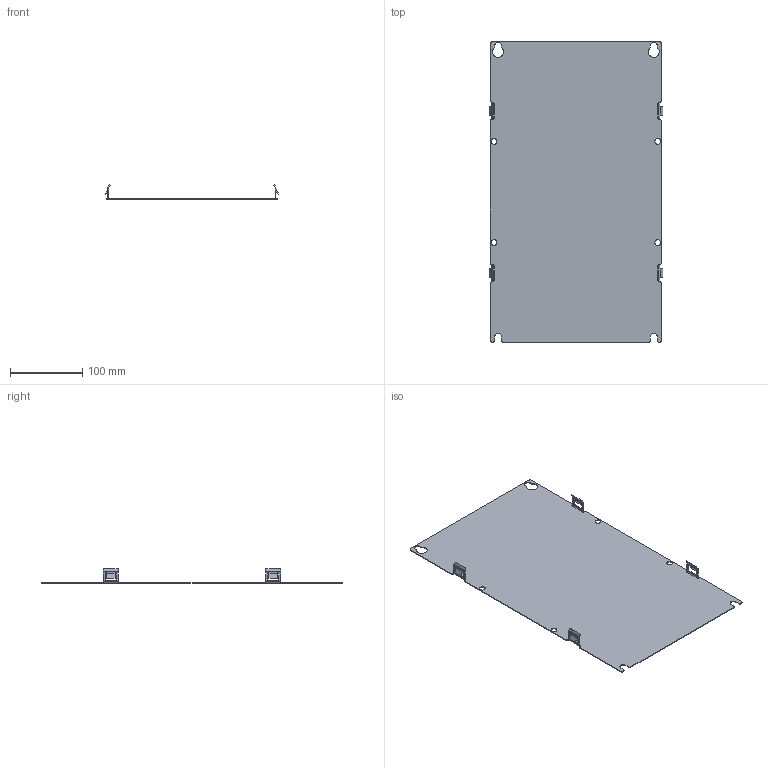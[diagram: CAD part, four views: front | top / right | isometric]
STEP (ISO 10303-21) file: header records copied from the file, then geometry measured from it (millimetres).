
FILE_DESCRIPTION((''),'2;1');
FILE_NAME('130B3242','2022-09-30T09:32:14',('U388355'),('Danfoss Power Electronics'),'CREO PARAMETRIC BY PTC INC, 2020342','CREO PARAMETRIC BY PTC INC, 2020342','');
FILE_SCHEMA(('CONFIG_CONTROL_DESIGN','GEOMETRIC_VALIDATION_PROPERTIES_MIM'));
Length unit declared in the file: millimetre
Products named in the file (1): 130B3242
Bounding box: 239.33 x 415 x 19.96 mm (x, y, z)
Volume: 98158.4 mm3; surface area: 198319.7 mm2
Topology: 1 solids, 1 shells, 214 faces, 556 edges, 344 vertices
Faces by surface type: plane 136, cylinder 62, bspline 16
Entity records: 10038 total; most frequent: CARTESIAN_POINT 1724, COLOUR_RGB 1326, ORIENTED_EDGE 1112, DIRECTION 1044, PRESENTATION_STYLE_ASSIGNMENT 557, STYLED_ITEM 557, CURVE_STYLE 556, EDGE_CURVE 556
